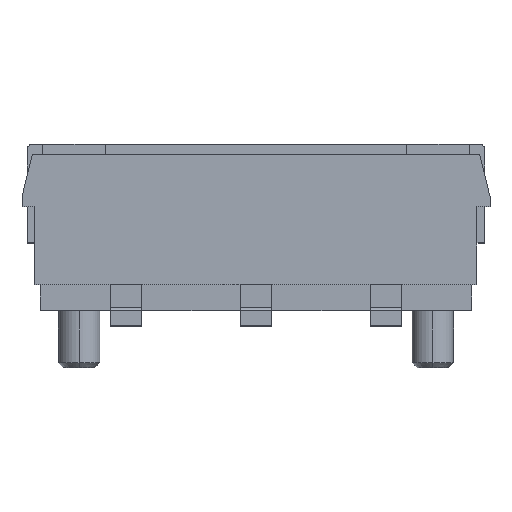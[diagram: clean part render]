
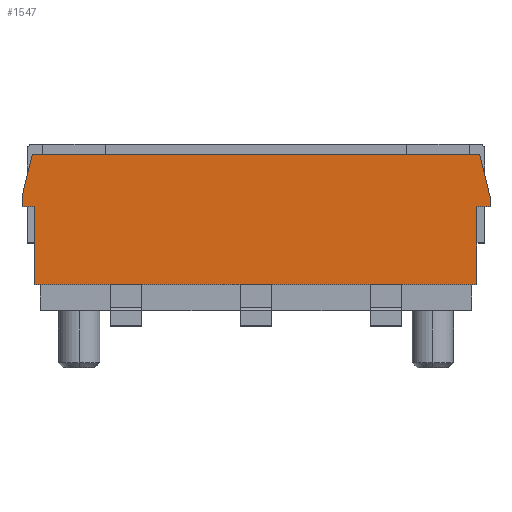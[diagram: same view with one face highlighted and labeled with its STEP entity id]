
A CAD part, top view. The second image highlights one B-rep face of the part: STEP entity #1547.
In plain terms, the highlighted planar face has unit normal (0, 0, 1).
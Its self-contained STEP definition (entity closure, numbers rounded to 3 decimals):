
#481 = EDGE_CURVE('',#482,#484,#486,.T.);
#482 = VERTEX_POINT('',#483);
#483 = CARTESIAN_POINT('',(8.65,0.5,3.6));
#484 = VERTEX_POINT('',#485);
#485 = CARTESIAN_POINT('',(0.15,0.5,3.6));
#486 = LINE('',#487,#488);
#487 = CARTESIAN_POINT('',(0.15,0.5,3.6));
#488 = VECTOR('',#489,1.);
#489 = DIRECTION('',(-1.,-0.,-0.));
#1547 = ADVANCED_FACE('',(#1548),#1621,.F.);
#1548 = FACE_BOUND('',#1549,.T.);
#1549 = EDGE_LOOP('',(#1550,#1560,#1568,#1576,#1584,#1590,#1591,#1599,
    #1607,#1615));
#1550 = ORIENTED_EDGE('',*,*,#1551,.F.);
#1551 = EDGE_CURVE('',#1552,#1554,#1556,.T.);
#1552 = VERTEX_POINT('',#1553);
#1553 = CARTESIAN_POINT('',(0.1,3.,3.6));
#1554 = VERTEX_POINT('',#1555);
#1555 = CARTESIAN_POINT('',(8.7,3.,3.6));
#1556 = LINE('',#1557,#1558);
#1557 = CARTESIAN_POINT('',(8.8,3.,3.6));
#1558 = VECTOR('',#1559,1.);
#1559 = DIRECTION('',(1.,0.,0.));
#1560 = ORIENTED_EDGE('',*,*,#1561,.T.);
#1561 = EDGE_CURVE('',#1552,#1562,#1564,.T.);
#1562 = VERTEX_POINT('',#1563);
#1563 = CARTESIAN_POINT('',(-0.1,2.2,3.6));
#1564 = LINE('',#1565,#1566);
#1565 = CARTESIAN_POINT('',(-0.1,2.2,3.6));
#1566 = VECTOR('',#1567,1.);
#1567 = DIRECTION('',(-0.243,-0.97,-0.));
#1568 = ORIENTED_EDGE('',*,*,#1569,.F.);
#1569 = EDGE_CURVE('',#1570,#1562,#1572,.T.);
#1570 = VERTEX_POINT('',#1571);
#1571 = CARTESIAN_POINT('',(-0.1,2.,3.6));
#1572 = LINE('',#1573,#1574);
#1573 = CARTESIAN_POINT('',(-0.1,3.,3.6));
#1574 = VECTOR('',#1575,1.);
#1575 = DIRECTION('',(0.,1.,0.));
#1576 = ORIENTED_EDGE('',*,*,#1577,.T.);
#1577 = EDGE_CURVE('',#1570,#1578,#1580,.T.);
#1578 = VERTEX_POINT('',#1579);
#1579 = CARTESIAN_POINT('',(0.15,2.,3.6));
#1580 = LINE('',#1581,#1582);
#1581 = CARTESIAN_POINT('',(-0.1,2.,3.6));
#1582 = VECTOR('',#1583,1.);
#1583 = DIRECTION('',(1.,0.,0.));
#1584 = ORIENTED_EDGE('',*,*,#1585,.F.);
#1585 = EDGE_CURVE('',#484,#1578,#1586,.T.);
#1586 = LINE('',#1587,#1588);
#1587 = CARTESIAN_POINT('',(0.15,0.5,3.6));
#1588 = VECTOR('',#1589,1.);
#1589 = DIRECTION('',(0.,1.,0.));
#1590 = ORIENTED_EDGE('',*,*,#481,.F.);
#1591 = ORIENTED_EDGE('',*,*,#1592,.F.);
#1592 = EDGE_CURVE('',#1593,#482,#1595,.T.);
#1593 = VERTEX_POINT('',#1594);
#1594 = CARTESIAN_POINT('',(8.65,2.,3.6));
#1595 = LINE('',#1596,#1597);
#1596 = CARTESIAN_POINT('',(8.65,0.5,3.6));
#1597 = VECTOR('',#1598,1.);
#1598 = DIRECTION('',(-0.,-1.,-0.));
#1599 = ORIENTED_EDGE('',*,*,#1600,.F.);
#1600 = EDGE_CURVE('',#1601,#1593,#1603,.T.);
#1601 = VERTEX_POINT('',#1602);
#1602 = CARTESIAN_POINT('',(8.9,2.,3.6));
#1603 = LINE('',#1604,#1605);
#1604 = CARTESIAN_POINT('',(8.9,2.,3.6));
#1605 = VECTOR('',#1606,1.);
#1606 = DIRECTION('',(-1.,-0.,-0.));
#1607 = ORIENTED_EDGE('',*,*,#1608,.F.);
#1608 = EDGE_CURVE('',#1609,#1601,#1611,.T.);
#1609 = VERTEX_POINT('',#1610);
#1610 = CARTESIAN_POINT('',(8.9,2.2,3.6));
#1611 = LINE('',#1612,#1613);
#1612 = CARTESIAN_POINT('',(8.9,3.,3.6));
#1613 = VECTOR('',#1614,1.);
#1614 = DIRECTION('',(0.,-1.,0.));
#1615 = ORIENTED_EDGE('',*,*,#1616,.T.);
#1616 = EDGE_CURVE('',#1609,#1554,#1617,.T.);
#1617 = LINE('',#1618,#1619);
#1618 = CARTESIAN_POINT('',(8.9,2.2,3.6));
#1619 = VECTOR('',#1620,1.);
#1620 = DIRECTION('',(-0.243,0.97,0.));
#1621 = PLANE('',#1622);
#1622 = AXIS2_PLACEMENT_3D('',#1623,#1624,#1625);
#1623 = CARTESIAN_POINT('',(0.,0.,3.6));
#1624 = DIRECTION('',(0.,0.,-1.));
#1625 = DIRECTION('',(-1.,0.,0.));
